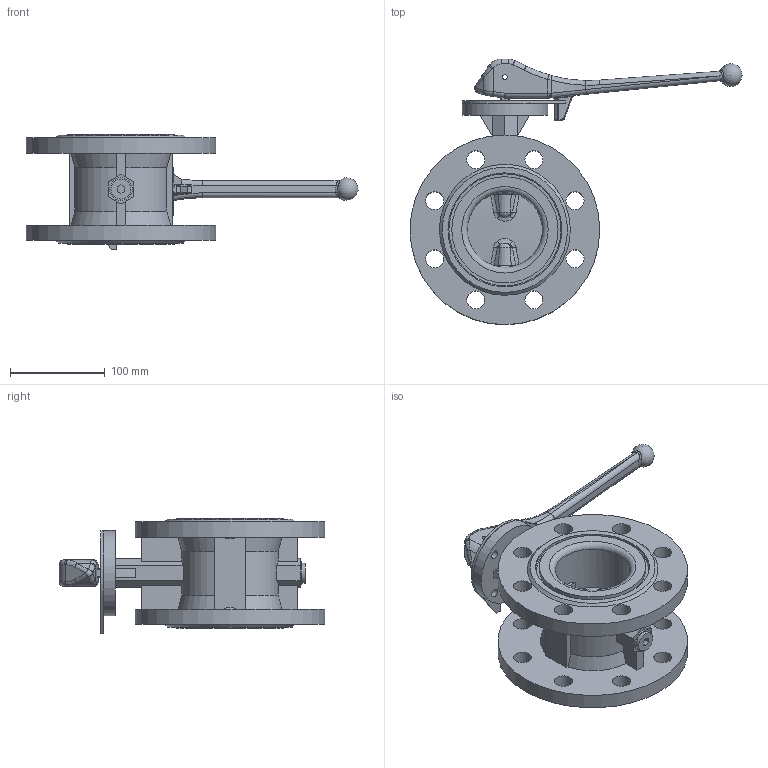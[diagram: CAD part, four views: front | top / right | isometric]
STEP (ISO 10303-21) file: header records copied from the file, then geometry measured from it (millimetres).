
FILE_DESCRIPTION(/* description */ ('STEP AP203'),/* implementation_level */ '2;1');
FILE_NAME(/* name */ '2343BS-80_STP_1.step',/* time_stamp */ '2025-10-29T13:58:27+01:00',/* author */ (''),/* organization */ (''),/* preprocessor_version */ 'ST-DEVELOPER v20.1',/* originating_system */ 'Autodesk Translation Framework v14.10.0.0',/* authorisation */ '');
FILE_SCHEMA (('AUTOMOTIVE_DESIGN { 1 0 10303 214 3 1 1 }'));
Length unit declared in the file: millimetre
Products named in the file (2): EVFS-i DN80 PN16 F07-L9; EV-SERIES LEVER L1
Assembly tree (1 placements, depth 2):
  EVFS-i DN80 PN16 F07-L9
    EV-SERIES LEVER L1
Bounding box: 349.91 x 280 x 122 mm (x, y, z)
Volume: 1453463.6 mm3; surface area: 261291.5 mm2
Topology: 2 solids, 2 shells, 597 faces, 1555 edges, 990 vertices
Faces by surface type: plane 293, bspline 135, cylinder 108, torus 32, cone 23, sphere 6
Full cylindrical faces by diameter (mm): 5 x1, 9 x4, 12 x1, 16 x1, 19 x16, 21 x1, 24 x1, 55 x1, 79.1 x1, 90 x1, 112 x2, 120 x2, 200 x2
Entity records: 25963 total; most frequent: CARTESIAN_POINT 11855, ORIENTED_EDGE 3082, DIRECTION 2547, EDGE_CURVE 1541, VERTEX_POINT 990, LINE 873, VECTOR 873, AXIS2_PLACEMENT_3D 837
